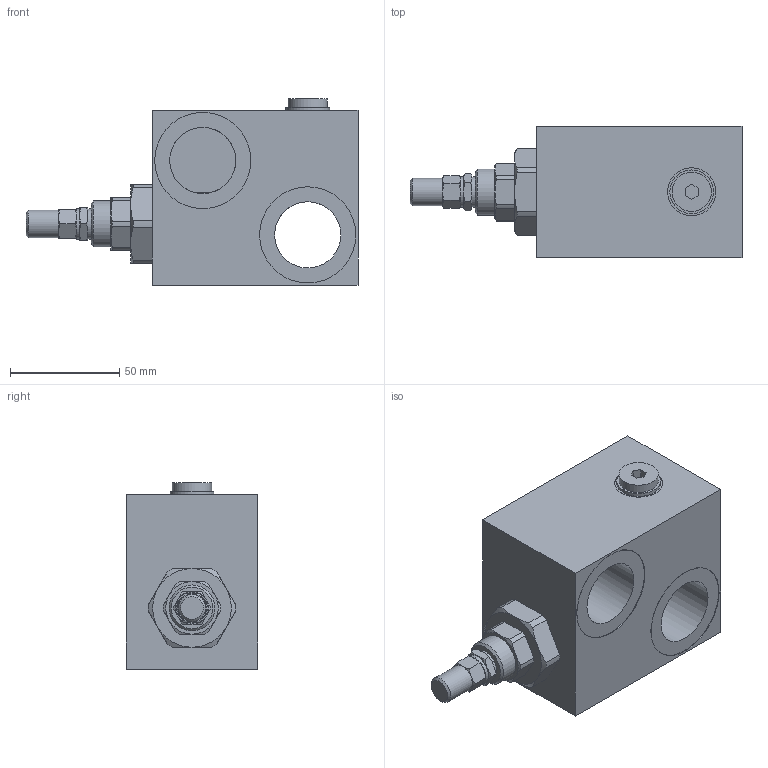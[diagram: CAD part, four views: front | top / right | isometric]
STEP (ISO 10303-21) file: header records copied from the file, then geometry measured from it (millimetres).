
FILE_DESCRIPTION(/* description */ ('Unknown'),/* implementation_level */ '2;1');
FILE_NAME(/* name */ 'V0735',/* time_stamp */ '2017-10-20T14:51:11+02:00',/* author */ ('Unknown'),/* organization */ ('Unknown'),/* preprocessor_version */ 'ST-DEVELOPER v16.7',/* originating_system */ 'DEX',/* authorisation */ $);
FILE_SCHEMA (('AUTOMOTIVE_DESIGN {1 0 10303 214 3 1 1}'));
Length unit declared in the file: millimetre
Products named in the file (1): V0735
Bounding box: 151.85 x 60 x 85.2 mm (x, y, z)
Volume: 396863.1 mm3; surface area: 51599.3 mm2
Topology: 1 solids, 3 shells, 136 faces, 297 edges, 187 vertices
Faces by surface type: plane 62, cone 40, cylinder 34
Full cylindrical faces by diameter (mm): 1 x1, 6.647 x2, 11.445 x1, 12.5 x1, 13.157 x1, 14 x3, 18 x1, 20 x1, 21 x1, 22 x2, 30.291 x2, 33 x1, 44 x3
Entity records: 5519 total; most frequent: CARTESIAN_POINT 1813, DIRECTION 561, ORIENTED_EDGE 534, EDGE_CURVE 267, AXIS2_PLACEMENT_3D 239, EDGE_LOOP 182, FACE_BOUND 182, VERTEX_POINT 179
